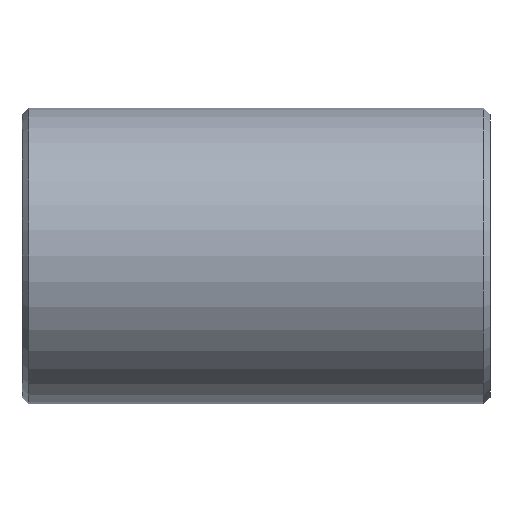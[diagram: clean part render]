
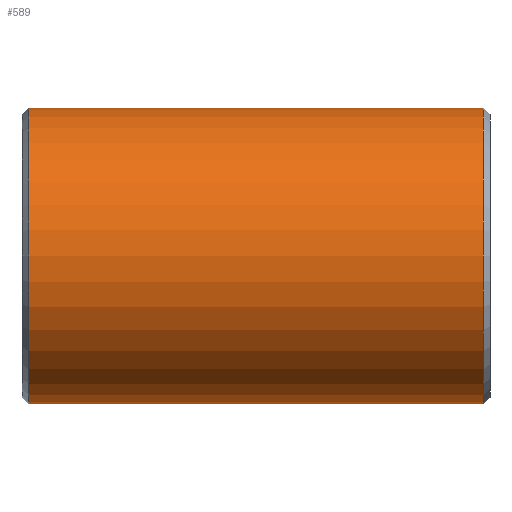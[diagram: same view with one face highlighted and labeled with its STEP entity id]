
A CAD part, front view. The second image highlights one B-rep face of the part: STEP entity #589.
In plain terms, the highlighted cylindrical face has radius 136.525 mm (diameter 273.05 mm), a partial arc.
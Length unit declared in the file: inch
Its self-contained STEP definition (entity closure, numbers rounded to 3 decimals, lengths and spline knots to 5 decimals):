
#9 = VERTEX_POINT ( 'NONE', #425 ) ;
#19 = CARTESIAN_POINT ( 'NONE',  ( 8.26033, 0., -5.375 ) ) ;
#33 = DIRECTION ( 'NONE',  ( -1., 0., 0. ) ) ;
#36 = ORIENTED_EDGE ( 'NONE', *, *, #269, .F. ) ;
#38 = CARTESIAN_POINT ( 'NONE',  ( 8.26033, 0., 5.375 ) ) ;
#40 = EDGE_CURVE ( 'NONE', #310, #609, #779, .T. ) ;
#56 = EDGE_LOOP ( 'NONE', ( #36, #587, #65, #454 ) ) ;
#65 = ORIENTED_EDGE ( 'NONE', *, *, #793, .T. ) ;
#89 = LINE ( 'NONE', #436, #184 ) ;
#141 = VERTEX_POINT ( 'NONE', #369 ) ;
#170 = CARTESIAN_POINT ( 'NONE',  ( 8.26033, 0., 0. ) ) ;
#184 = VECTOR ( 'NONE', #279, 39.37008 ) ;
#269 = EDGE_CURVE ( 'NONE', #310, #141, #89, .T. ) ;
#279 = DIRECTION ( 'NONE',  ( -1., 0., 0. ) ) ;
#295 = CARTESIAN_POINT ( 'NONE',  ( -8.26033, 0., 0. ) ) ;
#310 = VERTEX_POINT ( 'NONE', #19 ) ;
#358 = CARTESIAN_POINT ( 'NONE',  ( 8.5, 0., 5.375 ) ) ;
#369 = CARTESIAN_POINT ( 'NONE',  ( -8.26033, 0., -5.375 ) ) ;
#425 = CARTESIAN_POINT ( 'NONE',  ( -8.26033, 0., 5.375 ) ) ;
#436 = CARTESIAN_POINT ( 'NONE',  ( 8.5, 0., -5.375 ) ) ;
#452 = CARTESIAN_POINT ( 'NONE',  ( 8.5, 0., 0. ) ) ;
#454 = ORIENTED_EDGE ( 'NONE', *, *, #738, .T. ) ;
#457 = FACE_OUTER_BOUND ( 'NONE', #56, .T. ) ;
#492 = AXIS2_PLACEMENT_3D ( 'NONE', #452, #581, #789 ) ;
#507 = AXIS2_PLACEMENT_3D ( 'NONE', #295, #632, #642 ) ;
#522 = CIRCLE ( 'NONE', #507, 5.375 ) ;
#549 = AXIS2_PLACEMENT_3D ( 'NONE', #170, #33, #840 ) ;
#581 = DIRECTION ( 'NONE',  ( -1., 0., 0. ) ) ;
#587 = ORIENTED_EDGE ( 'NONE', *, *, #40, .T. ) ;
#589 = ADVANCED_FACE ( 'NONE', ( #457 ), #651, .T. ) ;
#609 = VERTEX_POINT ( 'NONE', #38 ) ;
#632 = DIRECTION ( 'NONE',  ( 1., 0., 0. ) ) ;
#642 = DIRECTION ( 'NONE',  ( 0., 0., 1. ) ) ;
#651 = CYLINDRICAL_SURFACE ( 'NONE', #492, 5.375 ) ;
#712 = DIRECTION ( 'NONE',  ( -1., 0., 0. ) ) ;
#738 = EDGE_CURVE ( 'NONE', #9, #141, #522, .T. ) ;
#775 = LINE ( 'NONE', #358, #853 ) ;
#779 = CIRCLE ( 'NONE', #549, 5.375 ) ;
#789 = DIRECTION ( 'NONE',  ( 0., 0., 1. ) ) ;
#793 = EDGE_CURVE ( 'NONE', #609, #9, #775, .T. ) ;
#840 = DIRECTION ( 'NONE',  ( 0., 0., -1. ) ) ;
#853 = VECTOR ( 'NONE', #712, 39.37008 ) ;
